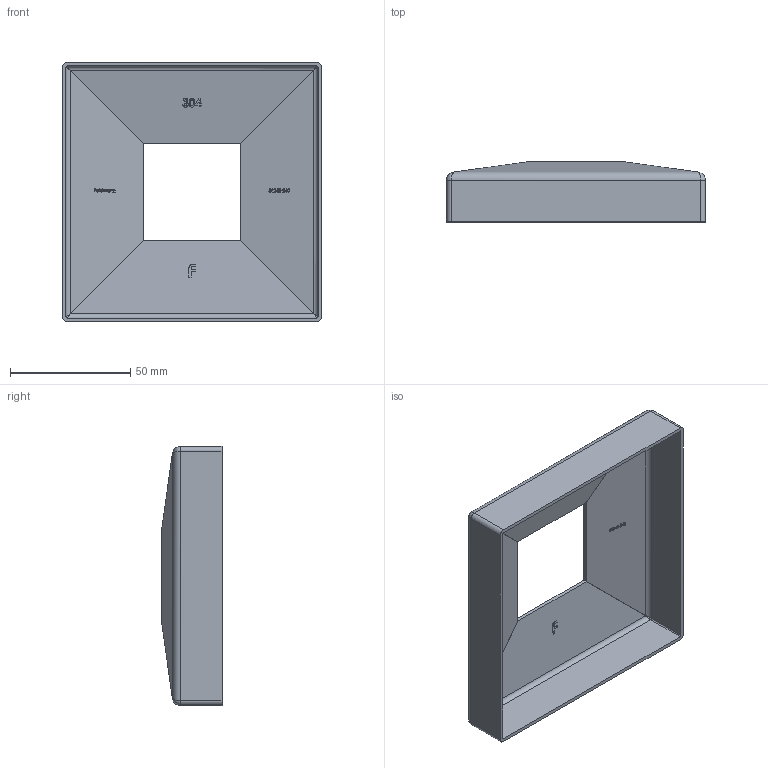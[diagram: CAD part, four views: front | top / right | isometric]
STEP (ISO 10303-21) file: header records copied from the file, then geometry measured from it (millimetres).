
FILE_DESCRIPTION (( 'STEP AP203' ), '1' );
FILE_NAME ('51242-240.STEP', '2020-11-06T08:35:09', ( '' ), ( '' ), 'SwSTEP 2.0', 'SolidWorks 2018', '' );
FILE_SCHEMA (( 'CONFIG_CONTROL_DESIGN' ));
Length unit declared in the file: millimetre
Products named in the file (2): 51242-240
Bounding box: 108 x 25 x 108 mm (x, y, z)
Volume: 26613.6 mm3; surface area: 36390.4 mm2
Topology: 1 solids, 1 shells, 331 faces, 871 edges, 570 vertices
Faces by surface type: plane 191, bspline 116, cylinder 24
Entity records: 15074 total; most frequent: CARTESIAN_POINT 7600, ORIENTED_EDGE 1742, DIRECTION 1081, EDGE_CURVE 871, VECTOR 599, LINE 599, VERTEX_POINT 570, EDGE_LOOP 361
